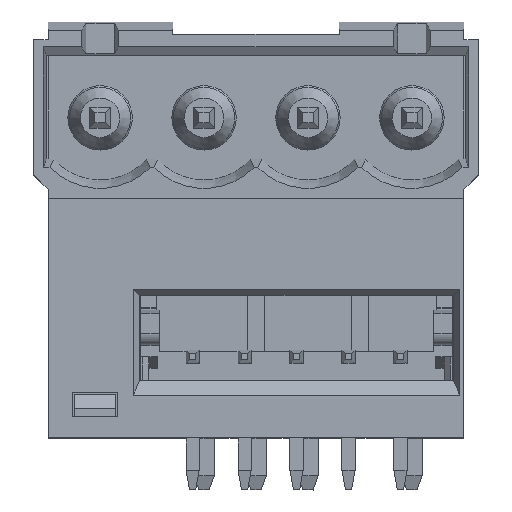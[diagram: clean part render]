
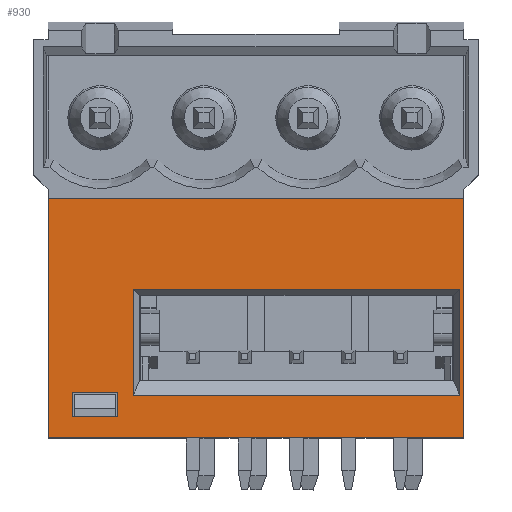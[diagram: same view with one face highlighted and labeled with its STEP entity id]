
A CAD part, top view. The second image highlights one B-rep face of the part: STEP entity #930.
In plain terms, the highlighted planar face has unit normal (0, 0, 1).
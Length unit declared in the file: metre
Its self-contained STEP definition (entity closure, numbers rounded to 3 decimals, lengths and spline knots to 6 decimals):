
#930=ADVANCED_FACE('',(#1997,#1998,#1999),#2000,.F.);
#1997=FACE_BOUND('',#3241,.T.);
#1998=FACE_OUTER_BOUND('',#3242,.T.);
#1999=FACE_BOUND('',#3243,.T.);
#2000=PLANE('',#3244);
#3241=EDGE_LOOP('',(#5810,#5811,#5812,#5813));
#3242=EDGE_LOOP('',(#5814,#5815,#5816,#5817));
#3243=EDGE_LOOP('',(#5818,#5819,#5820,#5821));
#3244=AXIS2_PLACEMENT_3D('',#5822,#5823,#5824);
#5810=ORIENTED_EDGE('',*,*,#7527,.T.);
#5811=ORIENTED_EDGE('',*,*,#8107,.T.);
#5812=ORIENTED_EDGE('',*,*,#8194,.T.);
#5813=ORIENTED_EDGE('',*,*,#8113,.T.);
#5814=ORIENTED_EDGE('',*,*,#8094,.F.);
#5815=ORIENTED_EDGE('',*,*,#7585,.F.);
#5816=ORIENTED_EDGE('',*,*,#8196,.T.);
#5817=ORIENTED_EDGE('',*,*,#8197,.T.);
#5818=ORIENTED_EDGE('',*,*,#7696,.T.);
#5819=ORIENTED_EDGE('',*,*,#7525,.T.);
#5820=ORIENTED_EDGE('',*,*,#7625,.T.);
#5821=ORIENTED_EDGE('',*,*,#7692,.T.);
#5822=CARTESIAN_POINT('',(0.,0.01188,0.));
#5823=DIRECTION('',(0.,0.,-1.0));
#5824=DIRECTION('',(0.0,-1.0,0.));
#7525=EDGE_CURVE('',#9022,#9026,#9028,.T.);
#7527=EDGE_CURVE('',#9030,#9031,#9032,.T.);
#7585=EDGE_CURVE('',#9125,#9127,#9128,.T.);
#7625=EDGE_CURVE('',#9026,#9189,#9190,.T.);
#7692=EDGE_CURVE('',#9189,#9279,#9281,.T.);
#7696=EDGE_CURVE('',#9279,#9022,#9285,.T.);
#8094=EDGE_CURVE('',#9127,#9890,#9891,.T.);
#8107=EDGE_CURVE('',#9031,#9905,#9906,.T.);
#8113=EDGE_CURVE('',#9914,#9030,#9915,.T.);
#8194=EDGE_CURVE('',#9905,#9914,#10018,.T.);
#8196=EDGE_CURVE('',#9125,#10020,#10021,.T.);
#8197=EDGE_CURVE('',#10020,#9890,#10022,.T.);
#9022=VERTEX_POINT('',#11211);
#9026=VERTEX_POINT('',#11217);
#9028=LINE('',#11220,#11221);
#9030=VERTEX_POINT('',#11223);
#9031=VERTEX_POINT('',#11224);
#9032=LINE('',#11225,#11226);
#9125=VERTEX_POINT('',#11357);
#9127=VERTEX_POINT('',#11360);
#9128=LINE('',#11361,#11362);
#9189=VERTEX_POINT('',#11456);
#9190=LINE('',#11457,#11458);
#9279=VERTEX_POINT('',#11594);
#9281=LINE('',#11597,#11598);
#9285=LINE('',#11602,#11603);
#9890=VERTEX_POINT('',#12497);
#9891=LINE('',#12498,#12499);
#9905=VERTEX_POINT('',#12519);
#9906=LINE('',#12520,#12521);
#9914=VERTEX_POINT('',#12532);
#9915=LINE('',#12533,#12534);
#10018=LINE('',#12691,#12692);
#10020=VERTEX_POINT('',#12694);
#10021=LINE('',#12695,#12696);
#10022=LINE('',#12697,#12698);
#11211=CARTESIAN_POINT('',(0.00115,0.0022,0.0));
#11217=CARTESIAN_POINT('',(0.00335,0.0022,0.0));
#11220=CARTESIAN_POINT('',(0.,0.0022,0.0));
#11221=VECTOR('',#13851,1.0);
#11223=CARTESIAN_POINT('',(0.0041,0.00205,0.0));
#11224=CARTESIAN_POINT('',(0.0041,0.00715,0.));
#11225=CARTESIAN_POINT('',(0.0041,0.00685,0.));
#11226=VECTOR('',#13852,1.0);
#11357=CARTESIAN_POINT('',(0.0,0.0,0.0));
#11360=CARTESIAN_POINT('',(0.,0.0115,0.));
#11361=CARTESIAN_POINT('',(0.,0.01188,0.));
#11362=VECTOR('',#13919,1.0);
#11456=CARTESIAN_POINT('',(0.00335,0.001,0.0));
#11457=CARTESIAN_POINT('',(0.00335,0.01188,0.));
#11458=VECTOR('',#13950,1.0);
#11594=CARTESIAN_POINT('',(0.00115,0.001,0.0));
#11597=CARTESIAN_POINT('',(0.0,0.001,0.0));
#11598=VECTOR('',#13999,1.0);
#11602=CARTESIAN_POINT('',(0.00115,0.01188,0.));
#11603=VECTOR('',#14000,1.0);
#12497=CARTESIAN_POINT('',(0.02,0.0115,0.0));
#12498=CARTESIAN_POINT('',(0.,0.0115,0.));
#12499=VECTOR('',#14335,1.0);
#12519=CARTESIAN_POINT('',(0.0198,0.00715,0.));
#12520=CARTESIAN_POINT('',(0.0195,0.00715,0.0));
#12521=VECTOR('',#14342,1.0);
#12532=CARTESIAN_POINT('',(0.0198,0.00205,0.));
#12533=CARTESIAN_POINT('',(0.0041,0.00205,0.0));
#12534=VECTOR('',#14346,1.0);
#12691=CARTESIAN_POINT('',(0.0198,0.00205,0.0));
#12692=VECTOR('',#14404,1.0);
#12694=CARTESIAN_POINT('',(0.02,0.,0.));
#12695=CARTESIAN_POINT('',(0.0,0.0,0.0));
#12696=VECTOR('',#14405,1.0);
#12697=CARTESIAN_POINT('',(0.02,0.01188,0.0));
#12698=VECTOR('',#14406,1.0);
#13851=DIRECTION('',(1.0,0.,0.));
#13852=DIRECTION('',(0.,1.0,0.));
#13919=DIRECTION('',(0.,1.0,0.));
#13950=DIRECTION('',(0.,-1.0,0.));
#13999=DIRECTION('',(-1.0,0.,0.));
#14000=DIRECTION('',(0.,1.0,0.));
#14335=DIRECTION('',(1.0,0.,0.));
#14342=DIRECTION('',(1.0,0.,0.));
#14346=DIRECTION('',(-1.0,0.,0.));
#14404=DIRECTION('',(0.,-1.0,0.));
#14405=DIRECTION('',(1.0,0.,0.));
#14406=DIRECTION('',(0.,1.0,0.));
